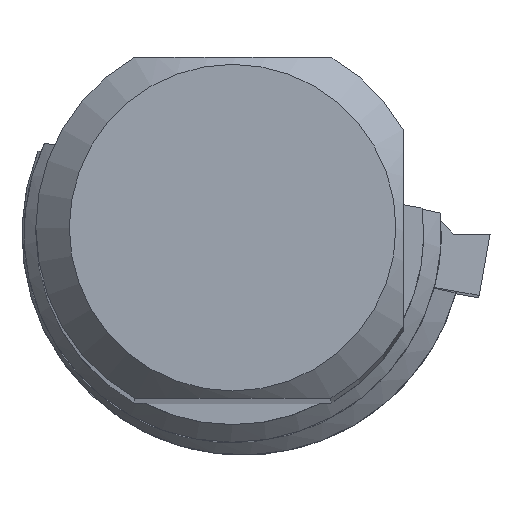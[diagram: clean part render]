
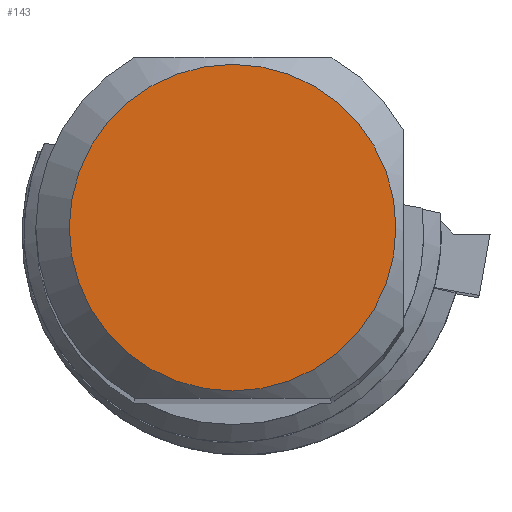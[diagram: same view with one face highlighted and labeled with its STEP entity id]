
A CAD part, top view. The second image highlights one B-rep face of the part: STEP entity #143.
In plain terms, the highlighted planar face has unit normal (0, 0, 1).
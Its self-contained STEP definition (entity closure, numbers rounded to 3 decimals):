
#81=CIRCLE('',#893,7.905);
#143=ADVANCED_FACE('',(#216),#177,.F.);
#177=PLANE('',#894);
#216=FACE_OUTER_BOUND('',#258,.T.);
#258=EDGE_LOOP('',(#448));
#448=ORIENTED_EDGE('',*,*,#649,.T.);
#546=VERTEX_POINT('',#1346);
#649=EDGE_CURVE('',#546,#546,#81,.T.);
#893=AXIS2_PLACEMENT_3D('',#1345,#1095,#1096);
#894=AXIS2_PLACEMENT_3D('',#1347,#1097,#1098);
#1095=DIRECTION('',(0.,0.,1.));
#1096=DIRECTION('',(-1.,0.,0.));
#1097=DIRECTION('',(0.,0.,-1.));
#1098=DIRECTION('',(1.,0.,0.));
#1345=CARTESIAN_POINT('',(0.,0.,129.7));
#1346=CARTESIAN_POINT('',(-7.905,0.,129.7));
#1347=CARTESIAN_POINT('',(7.905,0.,129.7));
